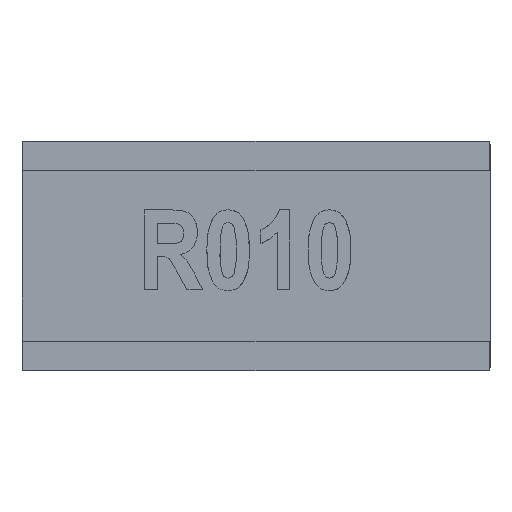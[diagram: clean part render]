
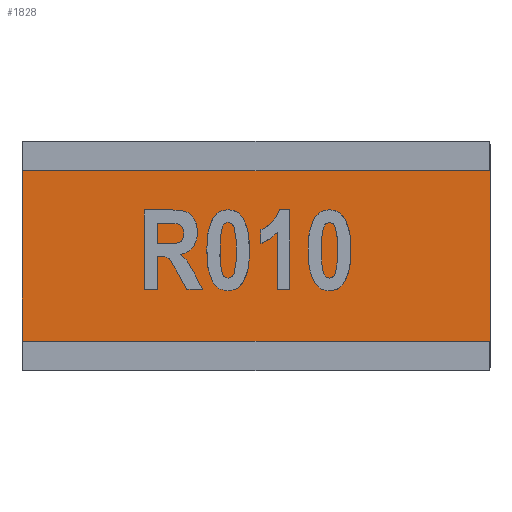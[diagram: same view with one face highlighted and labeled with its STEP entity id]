
A CAD part, top view. The second image highlights one B-rep face of the part: STEP entity #1828.
In plain terms, the highlighted planar face has unit normal (0, 0, 1).
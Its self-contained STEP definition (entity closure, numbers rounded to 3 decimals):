
#197=FACE_OUTER_BOUND('',#308,.T.);
#308=EDGE_LOOP('',(#1234,#1235,#1236,#1237));
#423=LINE('',#2307,#594);
#426=LINE('',#2313,#597);
#429=LINE('',#2319,#600);
#432=LINE('',#2323,#603);
#594=VECTOR('',#2012,10.);
#597=VECTOR('',#2017,10.);
#600=VECTOR('',#2022,10.);
#603=VECTOR('',#2027,10.);
#765=VERTEX_POINT('',#2304);
#766=VERTEX_POINT('',#2306);
#768=VERTEX_POINT('',#2312);
#770=VERTEX_POINT('',#2318);
#947=EDGE_CURVE('',#766,#765,#423,.F.);
#950=EDGE_CURVE('',#768,#766,#426,.F.);
#953=EDGE_CURVE('',#770,#768,#429,.F.);
#956=EDGE_CURVE('',#765,#770,#432,.F.);
#1234=ORIENTED_EDGE('',*,*,#956,.T.);
#1235=ORIENTED_EDGE('',*,*,#953,.T.);
#1236=ORIENTED_EDGE('',*,*,#950,.T.);
#1237=ORIENTED_EDGE('',*,*,#947,.T.);
#1768=PLANE('',#1950);
#1828=ADVANCED_FACE('',(#197),#1768,.T.);
#1950=AXIS2_PLACEMENT_3D('',#2324,#2028,#2029);
#2012=DIRECTION('',(-1.,0.,0.));
#2017=DIRECTION('',(0.,1.,0.));
#2022=DIRECTION('',(1.,0.,0.));
#2027=DIRECTION('',(0.,-1.,0.));
#2028=DIRECTION('center_axis',(0.,0.,1.));
#2029=DIRECTION('ref_axis',(1.,0.,0.));
#2304=CARTESIAN_POINT('',(3.16,-1.5,0.5));
#2306=CARTESIAN_POINT('',(-3.16,-1.5,0.5));
#2307=CARTESIAN_POINT('',(-1.575,-1.5,0.5));
#2312=CARTESIAN_POINT('',(-3.16,1.5,0.5));
#2313=CARTESIAN_POINT('',(-3.16,0.775,0.5));
#2318=CARTESIAN_POINT('',(3.16,1.5,0.5));
#2319=CARTESIAN_POINT('',(1.575,1.5,0.5));
#2323=CARTESIAN_POINT('',(3.16,-0.775,0.5));
#2324=CARTESIAN_POINT('Origin',(0.,0.,0.5));
